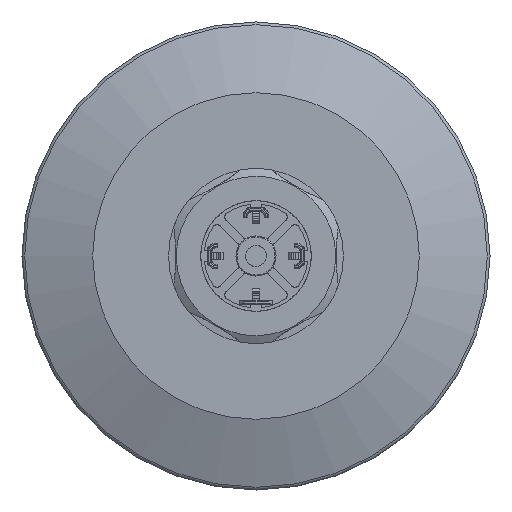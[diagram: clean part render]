
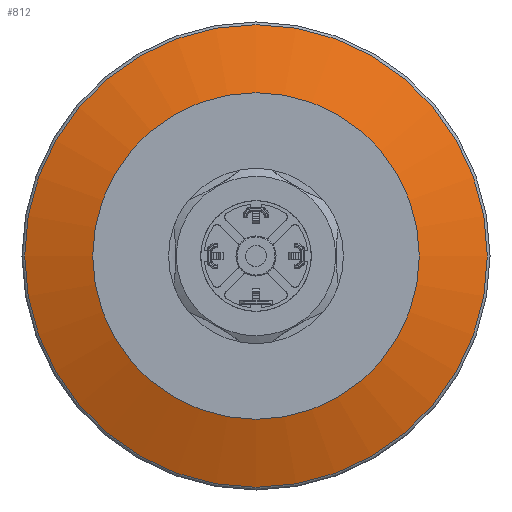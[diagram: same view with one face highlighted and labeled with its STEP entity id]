
A CAD part, front view. The second image highlights one B-rep face of the part: STEP entity #812.
In plain terms, the highlighted conical face has half-angle 70 degrees and reference radius 45.5 mm.
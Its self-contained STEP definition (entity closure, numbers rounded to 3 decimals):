
#812 = ADVANCED_FACE( '', ( #1692, #1693 ), #1694, .T. );
#1692 = FACE_OUTER_BOUND( '', #3019, .T. );
#1693 = FACE_BOUND( '', #3020, .T. );
#1694 = CONICAL_SURFACE( '', #3021, 45.5, 1.222 );
#3019 = EDGE_LOOP( '', ( #5581 ) );
#3020 = EDGE_LOOP( '', ( #5582 ) );
#3021 = AXIS2_PLACEMENT_3D( '', #5583, #5584, #5585 );
#5581 = ORIENTED_EDGE( '', *, *, #6059, .T. );
#5582 = ORIENTED_EDGE( '', *, *, #6873, .F. );
#5583 = CARTESIAN_POINT( '', ( 0., -3.2, 0. ) );
#5584 = DIRECTION( '', ( 0., 1., 0. ) );
#5585 = DIRECTION( '', ( 1., 0., 0. ) );
#6059 = EDGE_CURVE( '', #7309, #7309, #7310, .T. );
#6873 = EDGE_CURVE( '', #8528, #8528, #8529, .T. );
#7309 = VERTEX_POINT( '', #9395 );
#7310 = CIRCLE( '', #9396, 44.974 );
#8528 = VERTEX_POINT( '', #12424 );
#8529 = CIRCLE( '', #12425, 31.75 );
#9395 = CARTESIAN_POINT( '', ( -44.974, -3.392, 0. ) );
#9396 = AXIS2_PLACEMENT_3D( '', #12704, #12705, #12706 );
#12424 = CARTESIAN_POINT( '', ( -31.75, -8.205, 0. ) );
#12425 = AXIS2_PLACEMENT_3D( '', #13220, #13221, #13222 );
#12704 = CARTESIAN_POINT( '', ( 0., -3.392, 0. ) );
#12705 = DIRECTION( '', ( 0., -1., 0. ) );
#12706 = DIRECTION( '', ( -1., 0., 0. ) );
#13220 = CARTESIAN_POINT( '', ( 0., -8.205, 0. ) );
#13221 = DIRECTION( '', ( 0., -1., 0. ) );
#13222 = DIRECTION( '', ( -1., 0., 0. ) );
